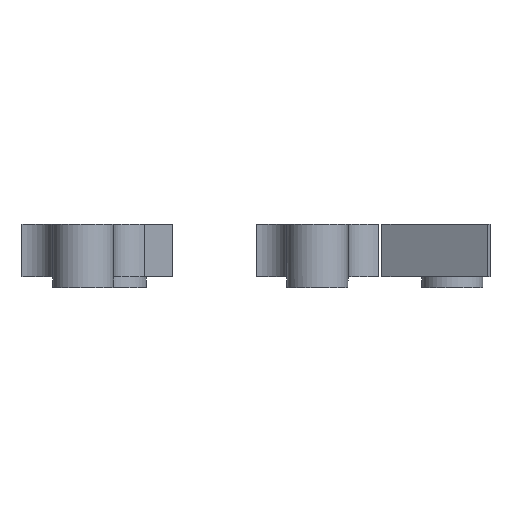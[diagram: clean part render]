
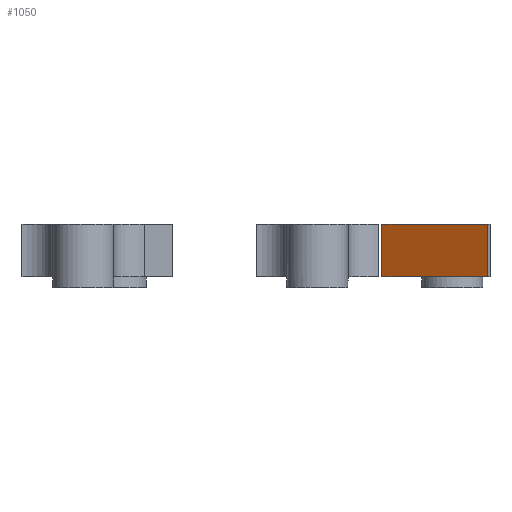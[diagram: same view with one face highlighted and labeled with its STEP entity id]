
A CAD part, left-side view. The second image highlights one B-rep face of the part: STEP entity #1050.
In plain terms, the highlighted planar face has unit normal (-0.866, 0.5, 0).
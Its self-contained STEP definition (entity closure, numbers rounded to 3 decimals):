
#843=CARTESIAN_POINT('',(69.49,-13.898,-0.));
#844=VERTEX_POINT('',#843);
#851=CARTESIAN_POINT('',(69.49,-13.898,12.));
#852=VERTEX_POINT('',#851);
#853=CARTESIAN_POINT('',(69.49,-13.898,-0.));
#854=DIRECTION('',(0.,0.,1.));
#855=VECTOR('',#854,12.);
#856=LINE('',#853,#855);
#857=EDGE_CURVE('',#844,#852,#856,.T.);
#883=CARTESIAN_POINT('',(55.49,-38.147,12.));
#884=VERTEX_POINT('',#883);
#891=CARTESIAN_POINT('',(55.49,-38.147,-0.));
#892=VERTEX_POINT('',#891);
#893=CARTESIAN_POINT('',(55.49,-38.147,-0.));
#894=DIRECTION('',(0.,0.,1.));
#895=VECTOR('',#894,12.);
#896=LINE('',#893,#895);
#897=EDGE_CURVE('',#892,#884,#896,.T.);
#999=CARTESIAN_POINT('',(55.49,-38.147,12.));
#1000=DIRECTION('',(0.5,0.866,-0.));
#1001=VECTOR('',#1000,28.);
#1002=LINE('',#999,#1001);
#1003=EDGE_CURVE('',#884,#852,#1002,.T.);
#1034=CARTESIAN_POINT('',(52.546,-43.246,0.));
#1035=DIRECTION('',(-0.866,0.5,0.));
#1036=DIRECTION('',(-0.5,-0.866,0.));
#1037=AXIS2_PLACEMENT_3D('',#1034,#1035,#1036);
#1038=PLANE('',#1037);
#1039=ORIENTED_EDGE('',*,*,#857,.F.);
#1040=CARTESIAN_POINT('',(55.49,-38.147,-0.));
#1041=DIRECTION('',(0.5,0.866,-0.));
#1042=VECTOR('',#1041,28.);
#1043=LINE('',#1040,#1042);
#1044=EDGE_CURVE('',#892,#844,#1043,.T.);
#1045=ORIENTED_EDGE('',*,*,#1044,.F.);
#1046=ORIENTED_EDGE('',*,*,#897,.T.);
#1047=ORIENTED_EDGE('',*,*,#1003,.T.);
#1048=EDGE_LOOP('',(#1039,#1045,#1046,#1047));
#1049=FACE_BOUND('',#1048,.T.);
#1050=ADVANCED_FACE('',(#1049),#1038,.T.);
